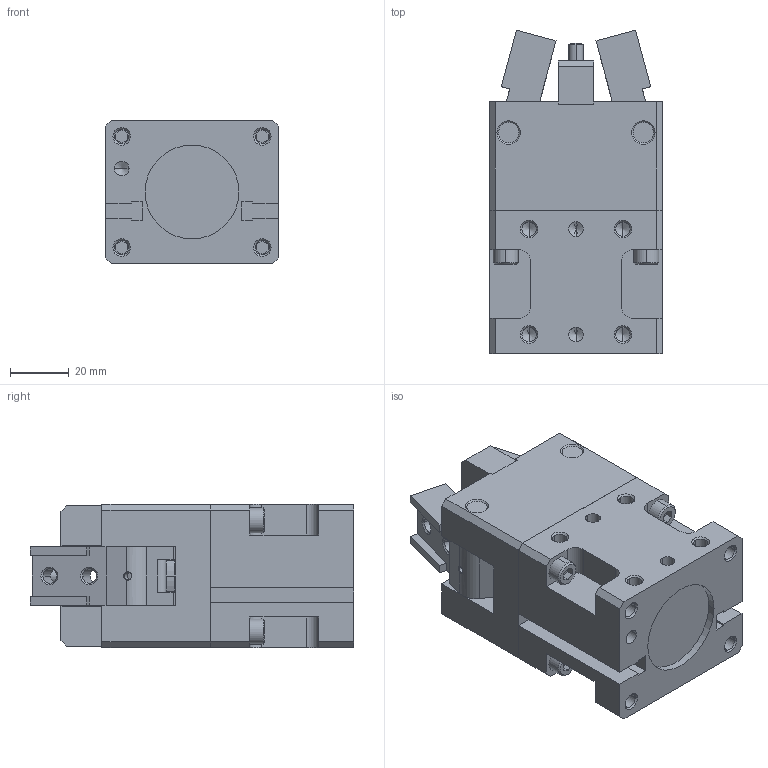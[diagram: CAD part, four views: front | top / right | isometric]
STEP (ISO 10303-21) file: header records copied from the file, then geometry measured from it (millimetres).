
FILE_DESCRIPTION( ( '' ), '1' );
FILE_NAME( 'of32_of500abe_0_2_14a.stp', '2010-10-25T15:54:13', ( '' ), ( '' ), ' ', ' ', ' ' );
FILE_SCHEMA( ( 'automotive_design' ) );
Length unit declared in the file: millimetre
Products named in the file (4): 1; 2; 3; 4
Bounding box: 59 x 110.51 x 49 mm (x, y, z)
Volume: 220541.9 mm3; surface area: 50942.8 mm2
Topology: 4 solids, 4 shells, 437 faces, 1112 edges, 699 vertices
Faces by surface type: plane 213, cylinder 124, cone 100
Entity records: 25834 total; most frequent: CARTESIAN_POINT 2528, DIRECTION 2286, STYLED_ITEM 2234, PRESENTATION_STYLE_ASSIGNMENT 2234, COLOUR_RGB 2234, ORIENTED_EDGE 2188, EDGE_CURVE 1094, CURVE_STYLE 1094
